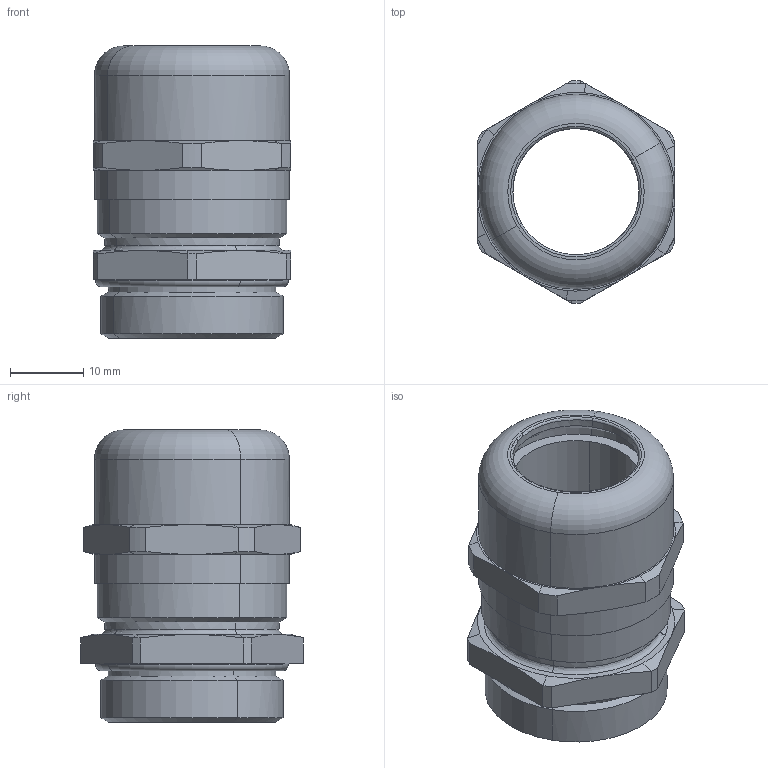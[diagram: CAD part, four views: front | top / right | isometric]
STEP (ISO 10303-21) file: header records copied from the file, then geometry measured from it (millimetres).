
FILE_DESCRIPTION(('CATIA V5R24 STEP','CAx-IF Rec.Pracs.--- Model Styling and Organization---1.2---2011-12-15'),'2;1');
FILE_NAME ('D1458923_0_1909520000_1909520000.stp','2018-06-04T10:50:55+00:00',('none'),('Weidmueller'),'CATIA Version 5-6 Release 2014 SP4 HF52','CATIA V5 STEP AP214','none');
FILE_SCHEMA(('AUTOMOTIVE_DESIGN { 1 0 10303 214 1 1 1 1 }'));
Length unit declared in the file: millimetre
Products named in the file (1): VG_M25_MS
Bounding box: 27 x 30.49 x 39.99 mm (x, y, z)
Volume: 9910.1 mm3; surface area: 13680.5 mm2
Topology: 5 solids, 5 shells, 171 faces, 378 edges, 226 vertices
Faces by surface type: cone 64, cylinder 56, plane 31, torus 16, bspline 4
Entity records: 5125 total; most frequent: CARTESIAN_POINT 1557, ORIENTED_EDGE 756, DIRECTION 611, EDGE_CURVE 378, AXIS2_PLACEMENT_3D 316, VERTEX_POINT 226, EDGE_LOOP 190, ADVANCED_FACE 171
